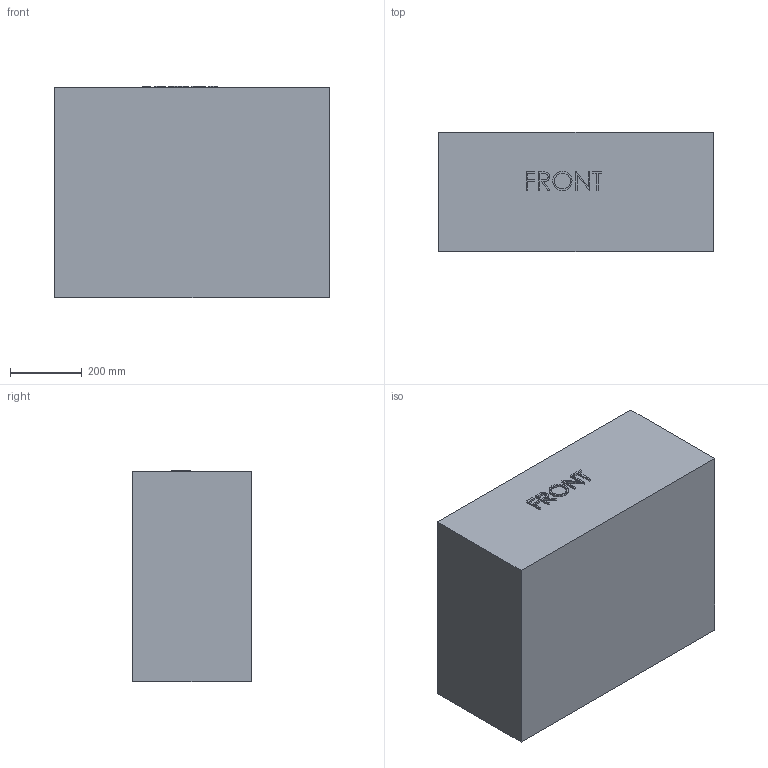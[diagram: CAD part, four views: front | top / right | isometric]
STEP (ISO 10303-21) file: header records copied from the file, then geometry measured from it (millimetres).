
FILE_DESCRIPTION (( 'STEP AP203' ), '1' );
FILE_NAME ('1630-BOT-OEM WEB.STEP', '2007-01-22T22:18:19', ( ' ' ), ( ' ' ), 'SwSTEP 2.0', 'SolidWorks 2006233', '' );
FILE_SCHEMA (( 'CONFIG_CONTROL_DESIGN' ));
Length unit declared in the file: inch
Products named in the file (1): 1630-BOT-OEM WEB
Bounding box: 762 x 330.2 x 589.28 mm (x, y, z)
Volume: 26501813.2 mm3; surface area: 2508151.3 mm2
Topology: 1 solids, 1 shells, 451 faces, 1080 edges, 631 vertices
Faces by surface type: bspline 183, plane 130, cylinder 105, torus 25, sphere 8
Entity records: 17998 total; most frequent: CARTESIAN_POINT 9103, ORIENTED_EDGE 2144, DIRECTION 1460, EDGE_CURVE 1072, VERTEX_POINT 631, AXIS2_PLACEMENT_3D 523, EDGE_LOOP 459, ADVANCED_FACE 451
